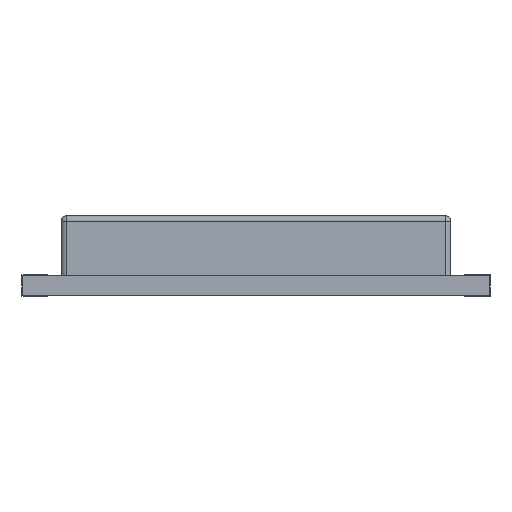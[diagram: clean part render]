
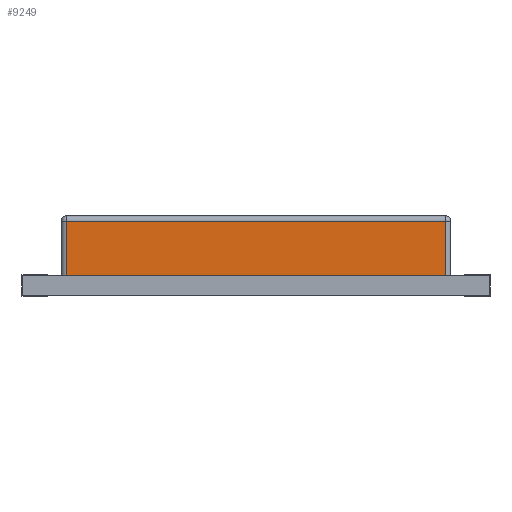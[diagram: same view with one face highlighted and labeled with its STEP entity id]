
A CAD part, front view. The second image highlights one B-rep face of the part: STEP entity #9249.
In plain terms, the highlighted planar face has unit normal (0, -1, 0).
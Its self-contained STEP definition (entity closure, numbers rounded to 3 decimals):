
#957 = DIRECTION ( 'NONE',  ( -1., 0., 0. ) ) ;
#1434 = CARTESIAN_POINT ( 'NONE',  ( -7.5, -9.6, 0.79 ) ) ;
#1979 = VERTEX_POINT ( 'NONE', #32521 ) ;
#2252 = CARTESIAN_POINT ( 'NONE',  ( 7.3, -9.6, 2.89 ) ) ;
#3836 = VECTOR ( 'NONE', #6616, 1000. ) ;
#5162 = LINE ( 'NONE', #26408, #9349 ) ;
#5562 = CARTESIAN_POINT ( 'NONE',  ( 7.3, -9.6, 3.09 ) ) ;
#6291 = FACE_OUTER_BOUND ( 'NONE', #13375, .T. ) ;
#6496 = VERTEX_POINT ( 'NONE', #10563 ) ;
#6616 = DIRECTION ( 'NONE',  ( 0., 0., -1. ) ) ;
#7764 = ORIENTED_EDGE ( 'NONE', *, *, #10301, .T. ) ;
#8529 = VECTOR ( 'NONE', #21716, 1000. ) ;
#9015 = LINE ( 'NONE', #16896, #3836 ) ;
#9249 = ADVANCED_FACE ( 'NONE', ( #6291 ), #17056, .F. ) ;
#9349 = VECTOR ( 'NONE', #16306, 1000. ) ;
#9533 = VECTOR ( 'NONE', #14316, 1000. ) ;
#9827 = LINE ( 'NONE', #1434, #9533 ) ;
#10301 = EDGE_CURVE ( 'NONE', #6496, #10437, #24081, .T. ) ;
#10437 = VERTEX_POINT ( 'NONE', #2252 ) ;
#10563 = CARTESIAN_POINT ( 'NONE',  ( 7.3, -9.6, 0.79 ) ) ;
#11914 = DIRECTION ( 'NONE',  ( 0., 1., 0. ) ) ;
#13375 = EDGE_LOOP ( 'NONE', ( #16584, #21520, #16001, #7764 ) ) ;
#14316 = DIRECTION ( 'NONE',  ( 1., 0., 0. ) ) ;
#15441 = AXIS2_PLACEMENT_3D ( 'NONE', #32176, #11914, #957 ) ;
#16001 = ORIENTED_EDGE ( 'NONE', *, *, #33799, .T. ) ;
#16306 = DIRECTION ( 'NONE',  ( -1., 0., 0. ) ) ;
#16584 = ORIENTED_EDGE ( 'NONE', *, *, #30216, .T. ) ;
#16727 = CARTESIAN_POINT ( 'NONE',  ( -7.3, -9.6, 0.79 ) ) ;
#16896 = CARTESIAN_POINT ( 'NONE',  ( -7.3, -9.6, 3.09 ) ) ;
#17056 = PLANE ( 'NONE',  #15441 ) ;
#21520 = ORIENTED_EDGE ( 'NONE', *, *, #26633, .T. ) ;
#21716 = DIRECTION ( 'NONE',  ( 0., 0., 1. ) ) ;
#24081 = LINE ( 'NONE', #5562, #8529 ) ;
#26408 = CARTESIAN_POINT ( 'NONE',  ( -7.5, -9.6, 2.89 ) ) ;
#26633 = EDGE_CURVE ( 'NONE', #1979, #32738, #9015, .T. ) ;
#30216 = EDGE_CURVE ( 'NONE', #10437, #1979, #5162, .T. ) ;
#32176 = CARTESIAN_POINT ( 'NONE',  ( -7.5, -9.6, 3.09 ) ) ;
#32521 = CARTESIAN_POINT ( 'NONE',  ( -7.3, -9.6, 2.89 ) ) ;
#32738 = VERTEX_POINT ( 'NONE', #16727 ) ;
#33799 = EDGE_CURVE ( 'NONE', #32738, #6496, #9827, .T. ) ;
